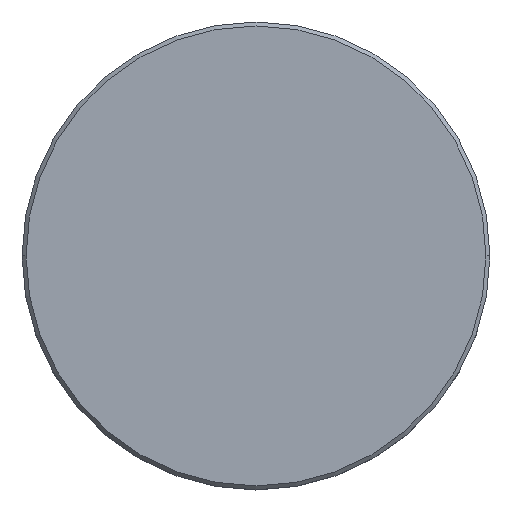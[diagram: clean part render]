
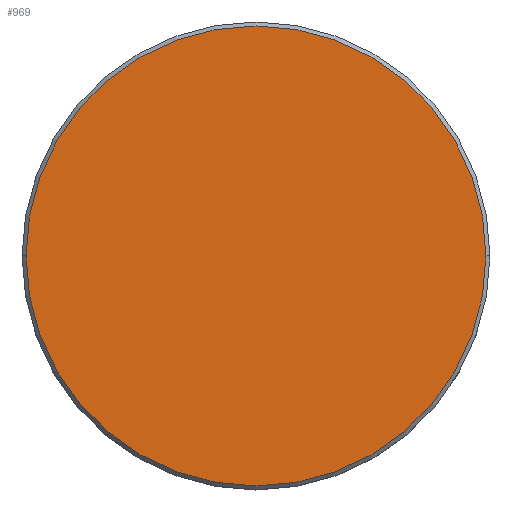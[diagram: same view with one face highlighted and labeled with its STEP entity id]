
A CAD part, top view. The second image highlights one B-rep face of the part: STEP entity #969.
In plain terms, the highlighted planar face has unit normal (0, 0, 1).
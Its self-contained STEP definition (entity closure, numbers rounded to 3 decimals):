
#37 = CIRCLE ( 'NONE', #927, 29. ) ;
#88 = CARTESIAN_POINT ( 'NONE',  ( -29., 0., 0. ) ) ;
#108 = VERTEX_POINT ( 'NONE', #88 ) ;
#133 = FACE_OUTER_BOUND ( 'NONE', #259, .T. ) ;
#144 = ORIENTED_EDGE ( 'NONE', *, *, #1039, .T. ) ;
#233 = AXIS2_PLACEMENT_3D ( 'NONE', #312, #1035, #482 ) ;
#239 = DIRECTION ( 'NONE',  ( 0., 0., 1. ) ) ;
#259 = EDGE_LOOP ( 'NONE', ( #144, #728 ) ) ;
#281 = CARTESIAN_POINT ( 'NONE',  ( 29., 0., 0. ) ) ;
#312 = CARTESIAN_POINT ( 'NONE',  ( 0., 0., 0. ) ) ;
#347 = DIRECTION ( 'NONE',  ( 1., 0., 0. ) ) ;
#407 = CIRCLE ( 'NONE', #1089, 29. ) ;
#408 = PLANE ( 'NONE',  #233 ) ;
#455 = VERTEX_POINT ( 'NONE', #281 ) ;
#482 = DIRECTION ( 'NONE',  ( 1., 0., 0. ) ) ;
#716 = EDGE_CURVE ( 'NONE', #455, #108, #37, .T. ) ;
#728 = ORIENTED_EDGE ( 'NONE', *, *, #716, .T. ) ;
#757 = CARTESIAN_POINT ( 'NONE',  ( 0., 0., 0. ) ) ;
#844 = DIRECTION ( 'NONE',  ( 0., 0., 1. ) ) ;
#927 = AXIS2_PLACEMENT_3D ( 'NONE', #757, #844, #1038 ) ;
#969 = ADVANCED_FACE ( 'NONE', ( #133 ), #408, .T. ) ;
#1035 = DIRECTION ( 'NONE',  ( 0., 0., 1. ) ) ;
#1038 = DIRECTION ( 'NONE',  ( 1., 0., 0. ) ) ;
#1039 = EDGE_CURVE ( 'NONE', #108, #455, #407, .T. ) ;
#1089 = AXIS2_PLACEMENT_3D ( 'NONE', #1161, #239, #347 ) ;
#1161 = CARTESIAN_POINT ( 'NONE',  ( 0., 0., 0. ) ) ;
